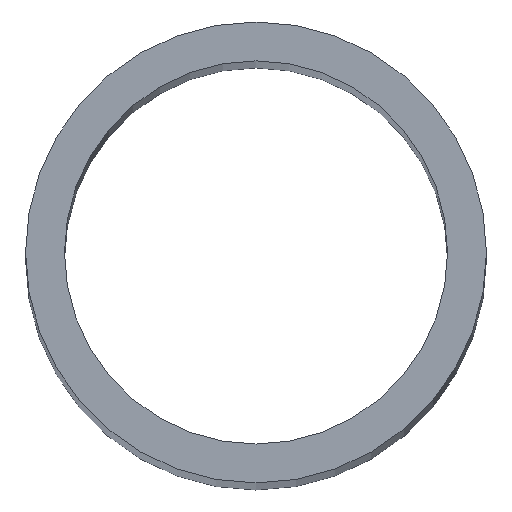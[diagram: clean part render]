
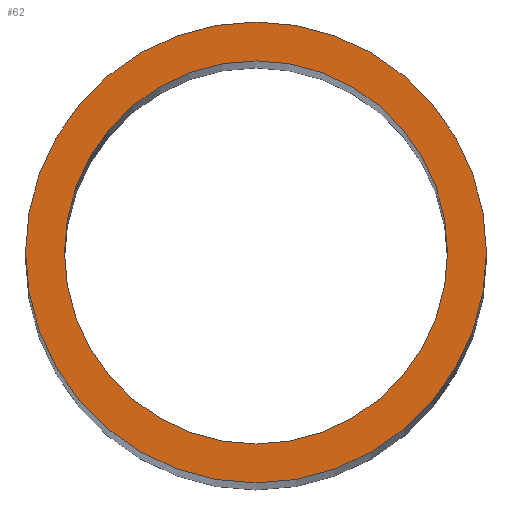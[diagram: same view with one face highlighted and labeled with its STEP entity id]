
A CAD part, top view. The second image highlights one B-rep face of the part: STEP entity #62.
In plain terms, the highlighted planar face has unit normal (0, 0, 1).
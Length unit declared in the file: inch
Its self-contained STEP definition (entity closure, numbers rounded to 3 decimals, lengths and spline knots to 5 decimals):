
#15=PLANE('',#90);
#19=FACE_BOUND('',#31,.T.);
#23=FACE_OUTER_BOUND('',#30,.T.);
#30=EDGE_LOOP('',(#50));
#31=EDGE_LOOP('',(#51));
#33=CIRCLE('',#85,0.83);
#35=CIRCLE('',#88,0.69);
#37=VERTEX_POINT('',#113);
#39=VERTEX_POINT('',#118);
#41=EDGE_CURVE('',#37,#37,#33,.T.);
#43=EDGE_CURVE('',#39,#39,#35,.T.);
#50=ORIENTED_EDGE('',*,*,#41,.F.);
#51=ORIENTED_EDGE('',*,*,#43,.F.);
#62=ADVANCED_FACE('',(#23,#19),#15,.F.);
#85=AXIS2_PLACEMENT_3D('',#114,#97,#98);
#88=AXIS2_PLACEMENT_3D('',#119,#103,#104);
#90=AXIS2_PLACEMENT_3D('',#121,#107,#108);
#97=DIRECTION('center_axis',(0.,0.,-1.));
#98=DIRECTION('ref_axis',(1.,0.,0.));
#103=DIRECTION('center_axis',(0.,0.,1.));
#104=DIRECTION('ref_axis',(1.,0.,0.));
#107=DIRECTION('center_axis',(0.,0.,-1.));
#108=DIRECTION('ref_axis',(-1.,0.,0.));
#113=CARTESIAN_POINT('',(-21.545,0.875,14.625));
#114=CARTESIAN_POINT('Origin',(-22.375,0.875,14.625));
#118=CARTESIAN_POINT('',(-21.685,0.875,14.625));
#119=CARTESIAN_POINT('Origin',(-22.375,0.875,14.625));
#121=CARTESIAN_POINT('Origin',(-1.415,1.5,14.625));
